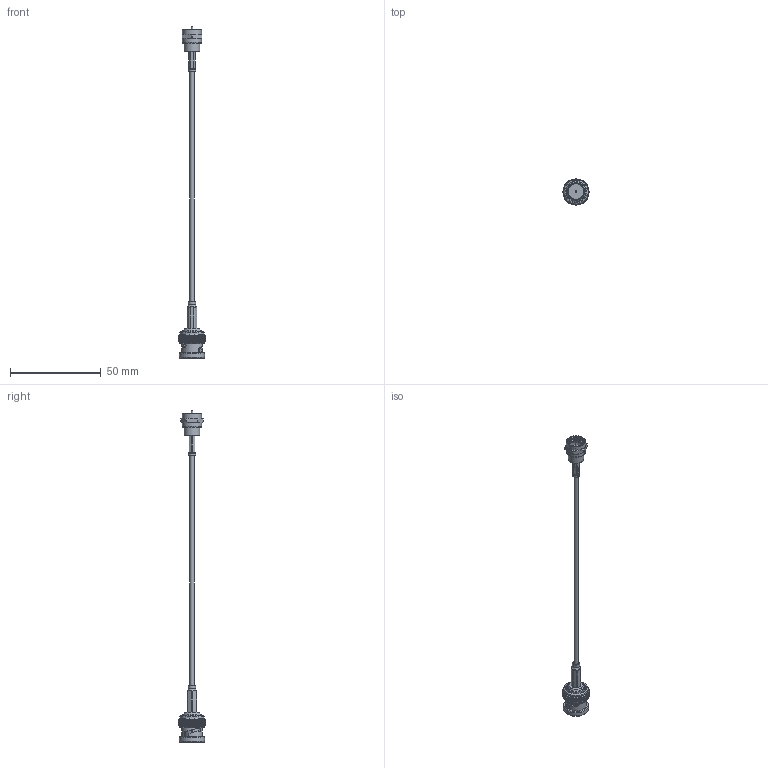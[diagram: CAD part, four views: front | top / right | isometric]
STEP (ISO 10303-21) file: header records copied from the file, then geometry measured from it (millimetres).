
FILE_DESCRIPTION (( 'STEP AP203' ), '1' );
FILE_NAME ('PE36153_3D.step', '2022-06-17T15:36:58', ( '' ), ( '' ), 'SwSTEP 2.0', 'SolidWorks 2021', '' );
FILE_SCHEMA (( 'CONFIG_CONTROL_DESIGN' ));
Length unit declared in the file: inch
Products named in the file (4): RG179BU^PE36153_RG179; PE36153_3D; PE4604^PE36153_Crimped; PE45520^PE36153_Crimped
Assembly tree (3 placements, depth 2):
  PE36153_3D
    RG179BU^PE36153_RG179
    PE45520^PE36153_Crimped
    PE4604^PE36153_Crimped
Bounding box: 14.46 x 14.46 x 183.33 mm (x, y, z)
Volume: 2900.6 mm3; surface area: 4974.8 mm2
Topology: 7 solids, 8 shells, 543 faces, 1271 edges, 764 vertices
Faces by surface type: plane 215, cylinder 160, cone 147, bspline 18, torus 2, sphere 1
Full cylindrical faces by diameter (mm): 0.711 x1, 0.8 x1, 0.965 x1, 1.016 x1, 1.27 x2, 1.627 x1, 1.7 x1, 1.717 x1, 2.054 x1, 2.184 x1, 2.489 x1, 2.54 x1, 2.575 x1, 2.7 x2, 2.997 x1, 3.48 x1, 3.708 x1, 3.81 x2, 3.988 x1, 4.013 x1, 4.4 x1, 4.877 x1, 6.904 x1, 7.057 x1, 7.501 x1, 8.443 x1, 9.395 x1, 9.525 x4, 9.991 x1, 10.584 x2
Entity records: 20883 total; most frequent: CARTESIAN_POINT 9172, ORIENTED_EDGE 2356, DIRECTION 2222, EDGE_CURVE 1178, AXIS2_PLACEMENT_3D 937, VERTEX_POINT 737, EDGE_LOOP 633, FACE_OUTER_BOUND 585
